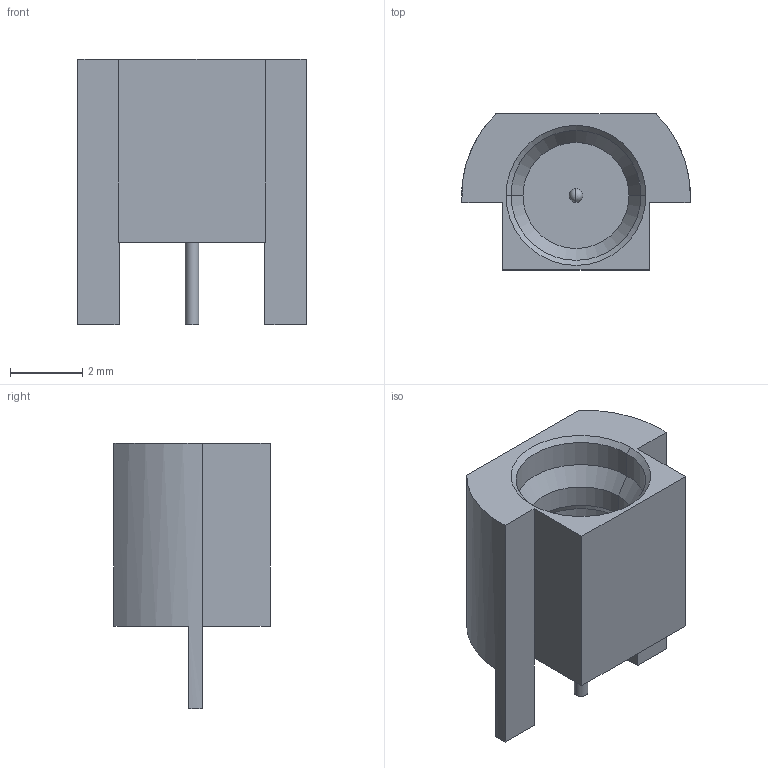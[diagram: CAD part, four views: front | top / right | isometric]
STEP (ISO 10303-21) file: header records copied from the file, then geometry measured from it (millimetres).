
FILE_DESCRIPTION (( 'STEP AP214' ), '1' );
FILE_NAME ('1211-66137.STEP', '2015-04-28T20:57:23', ( 'image' ), ( '' ), 'SwSTEP 2.0', 'SolidWorks 2014', '' );
FILE_SCHEMA (( 'AUTOMOTIVE_DESIGN' ));
Length unit declared in the file: inch
Products named in the file (1): 1211-66137
Bounding box: 6.35 x 4.34 x 7.37 mm (x, y, z)
Volume: 89.7 mm3; surface area: 190.3 mm2
Topology: 1 solids, 1 shells, 40 faces, 95 edges, 59 vertices
Faces by surface type: plane 17, cylinder 13, cone 8, sphere 2
Entity records: 1690 total; most frequent: DIRECTION 213, CARTESIAN_POINT 193, ORIENTED_EDGE 186, EDGE_CURVE 93, AXIS2_PLACEMENT_3D 79, VERTEX_POINT 59, VECTOR 55, LINE 55
